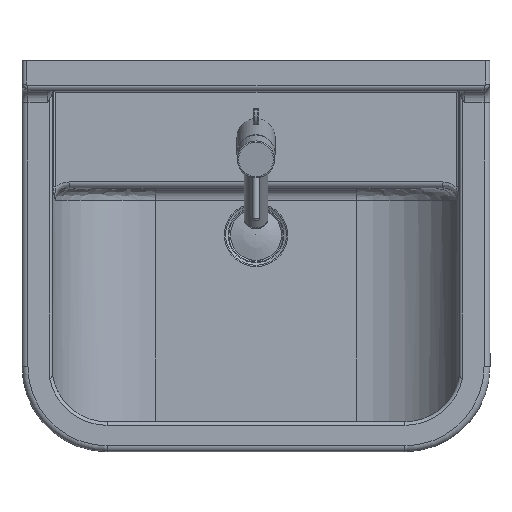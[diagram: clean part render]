
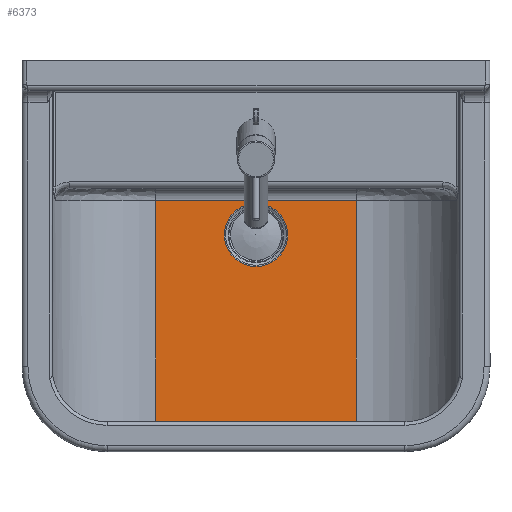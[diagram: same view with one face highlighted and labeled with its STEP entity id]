
A CAD part, top view. The second image highlights one B-rep face of the part: STEP entity #6373.
In plain terms, the highlighted planar face has unit normal (0, 0, 1).
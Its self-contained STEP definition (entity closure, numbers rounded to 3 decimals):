
#663=CARTESIAN_POINT('',(345.964,23.133,70.));
#664=VERTEX_POINT('',#663);
#672=CARTESIAN_POINT('',(345.964,-236.867,70.));
#673=VERTEX_POINT('',#672);
#674=CARTESIAN_POINT('',(345.964,23.133,70.));
#675=DIRECTION('',(0.0,-1.0,0.0));
#676=VECTOR('',#675,260.);
#677=LINE('',#674,#676);
#678=EDGE_CURVE('',#664,#673,#677,.T.);
#1188=CARTESIAN_POINT('',(109.867,23.133,70.0));
#1189=VERTEX_POINT('',#1188);
#1197=CARTESIAN_POINT('',(345.964,23.133,70.));
#1198=DIRECTION('',(-1.0,0.0,0.0));
#1199=VECTOR('',#1198,236.097);
#1200=LINE('',#1197,#1199);
#1201=EDGE_CURVE('',#664,#1189,#1200,.T.);
#6208=CARTESIAN_POINT('',(109.867,-236.867,70.));
#6209=VERTEX_POINT('',#6208);
#6277=CARTESIAN_POINT('',(345.964,-236.867,70.));
#6278=DIRECTION('',(-1.0,0.0,0.0));
#6279=VECTOR('',#6278,236.097);
#6280=LINE('',#6277,#6279);
#6281=EDGE_CURVE('',#673,#6209,#6280,.T.);
#6297=CARTESIAN_POINT('',(109.867,23.133,70.0));
#6298=DIRECTION('',(0.0,-1.0,0.0));
#6299=VECTOR('',#6298,260.);
#6300=LINE('',#6297,#6299);
#6301=EDGE_CURVE('',#1189,#6209,#6300,.T.);
#6351=CARTESIAN_POINT('',(227.916,-159.367,70.));
#6352=DIRECTION('',(0.0,0.0,1.0));
#6353=DIRECTION('',(1.0,0.0,0.0));
#6354=AXIS2_PLACEMENT_3D('',#6351,#6352,#6353);
#6355=PLANE('',#6354);
#6356=ORIENTED_EDGE('',*,*,#6281,.F.);
#6357=ORIENTED_EDGE('',*,*,#678,.F.);
#6358=ORIENTED_EDGE('',*,*,#1201,.T.);
#6359=ORIENTED_EDGE('',*,*,#6301,.T.);
#6360=EDGE_LOOP('',(#6356,#6357,#6358,#6359));
#6361=FACE_OUTER_BOUND('',#6360,.T.);
#6362=CARTESIAN_POINT('',(265.112,-196.867,70.));
#6363=VERTEX_POINT('',#6362);
#6364=CARTESIAN_POINT('',(227.916,-196.867,70.));
#6365=DIRECTION('',(0.0,0.0,1.0));
#6366=DIRECTION('',(-1.0,0.0,0.0));
#6367=AXIS2_PLACEMENT_3D('',#6364,#6365,#6366);
#6368=CIRCLE('',#6367,37.196);
#6369=EDGE_CURVE('',#6363,#6363,#6368,.T.);
#6370=ORIENTED_EDGE('',*,*,#6369,.F.);
#6371=EDGE_LOOP('',(#6370));
#6372=FACE_BOUND('',#6371,.T.);
#6373=ADVANCED_FACE('',(#6361,#6372),#6355,.T.);
